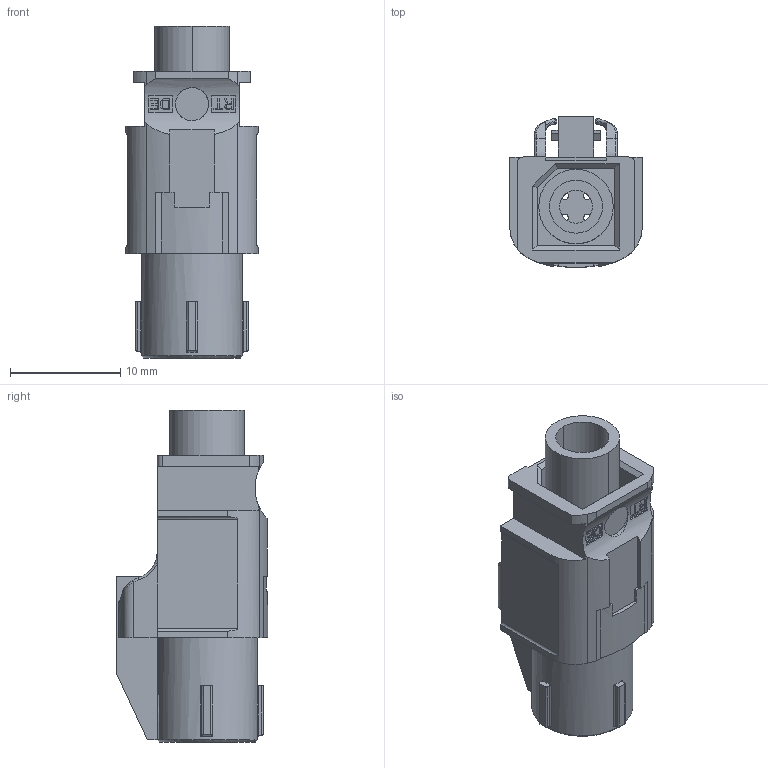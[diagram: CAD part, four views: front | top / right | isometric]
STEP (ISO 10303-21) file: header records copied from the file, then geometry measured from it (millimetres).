
FILE_DESCRIPTION((''),'2;1');
FILE_NAME('D4K10A-1D5XX-Y_LV','2017-07-04T',('C_Paus'),(''),'CREO PARAMETRIC BY PTC INC, 2016380','CREO PARAMETRIC BY PTC INC, 2016380','');
FILE_SCHEMA(('AUTOMOTIVE_DESIGN { 1 0 10303 214 1 1 1 1 }'));
Length unit declared in the file: millimetre
Products named in the file (1): D4K10A-1D5XX-Y_LV
Bounding box: 12 x 13.7 x 30.08 mm (x, y, z)
Volume: 2277.4 mm3; surface area: 2296.5 mm2
Topology: 1 solids, 1 shells, 314 faces, 834 edges, 540 vertices
Faces by surface type: plane 191, cylinder 79, cone 18, torus 12, bspline 8, sphere 4, extrusion 2
Entity records: 14274 total; most frequent: CARTESIAN_POINT 2430, ORIENTED_EDGE 1660, DIRECTION 1575, EDGE_CURVE 830, COLOUR_RGB 602, VECTOR 551, LINE 549, FILL_AREA_STYLE_COLOUR 549
